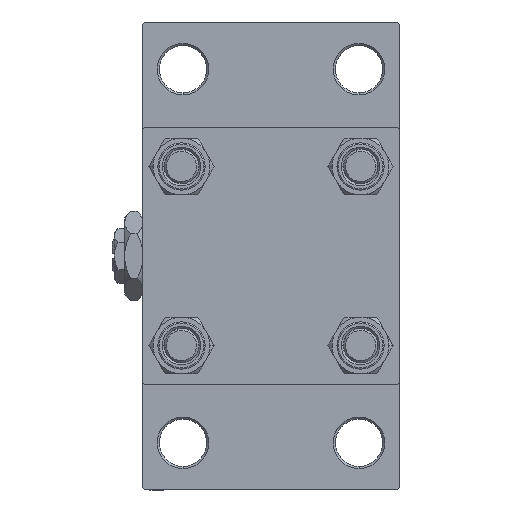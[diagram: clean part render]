
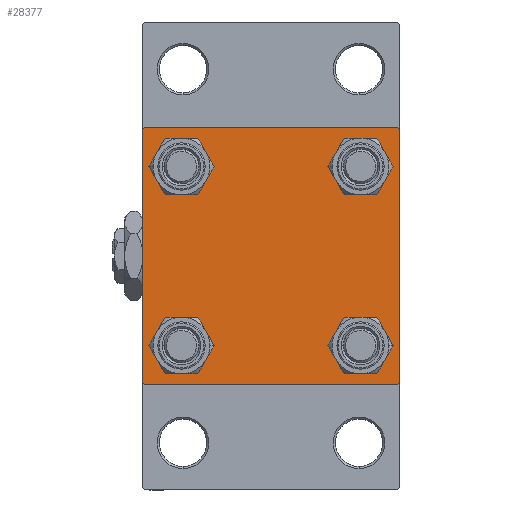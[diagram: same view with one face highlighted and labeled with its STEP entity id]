
A CAD part, left-side view. The second image highlights one B-rep face of the part: STEP entity #28377.
In plain terms, the highlighted planar face has unit normal (-1, 0, 0).
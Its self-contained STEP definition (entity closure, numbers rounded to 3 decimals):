
#60 = EDGE_CURVE ( 'NONE', #4941, #5798, #36097, .T. ) ;
#309 = CARTESIAN_POINT ( 'NONE',  ( 0., 20.85, -20.85 ) ) ;
#1680 = ORIENTED_EDGE ( 'NONE', *, *, #60, .T. ) ;
#2037 = CARTESIAN_POINT ( 'NONE',  ( 0., -29.75, -29.75 ) ) ;
#2579 = VERTEX_POINT ( 'NONE', #7212 ) ;
#2602 = CARTESIAN_POINT ( 'NONE',  ( 0., 20.85, 16.35 ) ) ;
#2715 = AXIS2_PLACEMENT_3D ( 'NONE', #15444, #30708, #3648 ) ;
#2770 = DIRECTION ( 'NONE',  ( 0., -0.707, 0.707 ) ) ;
#2892 = DIRECTION ( 'NONE',  ( 0., 0., 1. ) ) ;
#3212 = CIRCLE ( 'NONE', #9648, 4.5 ) ;
#3648 = DIRECTION ( 'NONE',  ( 0., 0., 1. ) ) ;
#4941 = VERTEX_POINT ( 'NONE', #44649 ) ;
#5419 = CARTESIAN_POINT ( 'NONE',  ( 0., -29.5, -30. ) ) ;
#5420 = CARTESIAN_POINT ( 'NONE',  ( 0., 30., 30. ) ) ;
#5433 = VECTOR ( 'NONE', #37820, 1000. ) ;
#5569 = FACE_OUTER_BOUND ( 'NONE', #15850, .T. ) ;
#5798 = VERTEX_POINT ( 'NONE', #2602 ) ;
#6543 = VERTEX_POINT ( 'NONE', #11014 ) ;
#7212 = CARTESIAN_POINT ( 'NONE',  ( 0., -20.85, 25.35 ) ) ;
#7397 = DIRECTION ( 'NONE',  ( 0., 0., 1. ) ) ;
#7447 = VECTOR ( 'NONE', #30308, 1000. ) ;
#7471 = CARTESIAN_POINT ( 'NONE',  ( 0., 29.5, -30. ) ) ;
#8244 = CARTESIAN_POINT ( 'NONE',  ( 0., 20.85, -20.85 ) ) ;
#9233 = ORIENTED_EDGE ( 'NONE', *, *, #24343, .T. ) ;
#9648 = AXIS2_PLACEMENT_3D ( 'NONE', #44472, #40954, #17958 ) ;
#9765 = ORIENTED_EDGE ( 'NONE', *, *, #24525, .T. ) ;
#10462 = VECTOR ( 'NONE', #25275, 1000. ) ;
#10861 = CARTESIAN_POINT ( 'NONE',  ( 0., -30., -29.5 ) ) ;
#10938 = ORIENTED_EDGE ( 'NONE', *, *, #42869, .T. ) ;
#11014 = CARTESIAN_POINT ( 'NONE',  ( 0., -20.85, -16.35 ) ) ;
#11105 = ORIENTED_EDGE ( 'NONE', *, *, #46186, .T. ) ;
#11464 = VECTOR ( 'NONE', #46150, 1000. ) ;
#11507 = CARTESIAN_POINT ( 'NONE',  ( 0., 20.85, -25.35 ) ) ;
#12114 = CARTESIAN_POINT ( 'NONE',  ( 0., 20.85, -16.35 ) ) ;
#12648 = CARTESIAN_POINT ( 'NONE',  ( 0., 30., -29.5 ) ) ;
#12795 = DIRECTION ( 'NONE',  ( 1., 0., 0. ) ) ;
#12861 = FACE_BOUND ( 'NONE', #45862, .T. ) ;
#12889 = LINE ( 'NONE', #16404, #26451 ) ;
#13108 = CARTESIAN_POINT ( 'NONE',  ( 0., 0., 0. ) ) ;
#13600 = CIRCLE ( 'NONE', #17560, 4.5 ) ;
#13762 = CARTESIAN_POINT ( 'NONE',  ( 0., -29.75, 29.75 ) ) ;
#13989 = DIRECTION ( 'NONE',  ( 1., 0., 0. ) ) ;
#14160 = VERTEX_POINT ( 'NONE', #33669 ) ;
#14993 = CARTESIAN_POINT ( 'NONE',  ( 0., -30., 29.5 ) ) ;
#15068 = CARTESIAN_POINT ( 'NONE',  ( 0., -30., 30. ) ) ;
#15444 = CARTESIAN_POINT ( 'NONE',  ( 0., -20.85, 20.85 ) ) ;
#15765 = ORIENTED_EDGE ( 'NONE', *, *, #48125, .T. ) ;
#15850 = EDGE_LOOP ( 'NONE', ( #10938, #29526, #46961, #9233, #45549, #46319, #48291, #11105 ) ) ;
#15913 = VECTOR ( 'NONE', #2770, 1000. ) ;
#16021 = CIRCLE ( 'NONE', #42362, 4.5 ) ;
#16150 = AXIS2_PLACEMENT_3D ( 'NONE', #48256, #13989, #17012 ) ;
#16404 = CARTESIAN_POINT ( 'NONE',  ( 0., 30., -30. ) ) ;
#16861 = DIRECTION ( 'NONE',  ( 0., 0., 1. ) ) ;
#17012 = DIRECTION ( 'NONE',  ( 0., 0., 1. ) ) ;
#17055 = CIRCLE ( 'NONE', #23456, 4.5 ) ;
#17514 = CIRCLE ( 'NONE', #31922, 4.5 ) ;
#17560 = AXIS2_PLACEMENT_3D ( 'NONE', #8244, #43259, #46768 ) ;
#17729 = CIRCLE ( 'NONE', #24955, 4.5 ) ;
#17958 = DIRECTION ( 'NONE',  ( 0., 0., 1. ) ) ;
#18895 = CARTESIAN_POINT ( 'NONE',  ( 0., 29.75, -29.75 ) ) ;
#19302 = ORIENTED_EDGE ( 'NONE', *, *, #46406, .T. ) ;
#19491 = VERTEX_POINT ( 'NONE', #5419 ) ;
#19628 = DIRECTION ( 'NONE',  ( 1., 0., 0. ) ) ;
#20856 = FACE_BOUND ( 'NONE', #26632, .T. ) ;
#21189 = CARTESIAN_POINT ( 'NONE',  ( 0., -20.85, 16.35 ) ) ;
#21199 = LINE ( 'NONE', #5420, #22553 ) ;
#21353 = EDGE_LOOP ( 'NONE', ( #19302, #9765 ) ) ;
#21528 = VERTEX_POINT ( 'NONE', #21189 ) ;
#21759 = LINE ( 'NONE', #13762, #10462 ) ;
#21970 = CARTESIAN_POINT ( 'NONE',  ( 0., 30., 30. ) ) ;
#22218 = DIRECTION ( 'NONE',  ( 0., -1., 0. ) ) ;
#22553 = VECTOR ( 'NONE', #24466, 1000. ) ;
#23456 = AXIS2_PLACEMENT_3D ( 'NONE', #37933, #34432, #7397 ) ;
#23877 = CARTESIAN_POINT ( 'NONE',  ( 0., 30., 29.5 ) ) ;
#24343 = EDGE_CURVE ( 'NONE', #19491, #28203, #36351, .T. ) ;
#24466 = DIRECTION ( 'NONE',  ( 0., 0., -1. ) ) ;
#24490 = ORIENTED_EDGE ( 'NONE', *, *, #43426, .T. ) ;
#24525 = EDGE_CURVE ( 'NONE', #14160, #6543, #17514, .T. ) ;
#24955 = AXIS2_PLACEMENT_3D ( 'NONE', #309, #19628, #34388 ) ;
#25275 = DIRECTION ( 'NONE',  ( 0., 0.707, 0.707 ) ) ;
#26316 = LINE ( 'NONE', #41549, #7447 ) ;
#26413 = LINE ( 'NONE', #18895, #11464 ) ;
#26451 = VECTOR ( 'NONE', #47394, 1000. ) ;
#26632 = EDGE_LOOP ( 'NONE', ( #24490, #30471 ) ) ;
#27381 = VERTEX_POINT ( 'NONE', #23877 ) ;
#28203 = VERTEX_POINT ( 'NONE', #10861 ) ;
#28377 = ADVANCED_FACE ( 'NONE', ( #47368, #39137, #20856, #12861, #5569 ), #31394, .T. ) ;
#28535 = AXIS2_PLACEMENT_3D ( 'NONE', #13108, #47616, #16861 ) ;
#29526 = ORIENTED_EDGE ( 'NONE', *, *, #45617, .T. ) ;
#30308 = DIRECTION ( 'NONE',  ( 0., 0.707, -0.707 ) ) ;
#30471 = ORIENTED_EDGE ( 'NONE', *, *, #35071, .T. ) ;
#30572 = VERTEX_POINT ( 'NONE', #12114 ) ;
#30699 = CIRCLE ( 'NONE', #2715, 4.5 ) ;
#30708 = DIRECTION ( 'NONE',  ( 1., 0., 0. ) ) ;
#30737 = EDGE_CURVE ( 'NONE', #38878, #28203, #49077, .T. ) ;
#30848 = VERTEX_POINT ( 'NONE', #31578 ) ;
#31068 = VERTEX_POINT ( 'NONE', #7471 ) ;
#31394 = PLANE ( 'NONE',  #28535 ) ;
#31578 = CARTESIAN_POINT ( 'NONE',  ( 0., 29.5, 30. ) ) ;
#31922 = AXIS2_PLACEMENT_3D ( 'NONE', #42813, #12795, #42560 ) ;
#32481 = DIRECTION ( 'NONE',  ( 1., 0., 0. ) ) ;
#33374 = EDGE_LOOP ( 'NONE', ( #44240, #15765 ) ) ;
#33669 = CARTESIAN_POINT ( 'NONE',  ( 0., -20.85, -25.35 ) ) ;
#34388 = DIRECTION ( 'NONE',  ( 0., 0., 1. ) ) ;
#34432 = DIRECTION ( 'NONE',  ( 1., 0., 0. ) ) ;
#35071 = EDGE_CURVE ( 'NONE', #36077, #30572, #13600, .T. ) ;
#36077 = VERTEX_POINT ( 'NONE', #11507 ) ;
#36097 = CIRCLE ( 'NONE', #16150, 4.5 ) ;
#36223 = CARTESIAN_POINT ( 'NONE',  ( 0., -20.85, 20.85 ) ) ;
#36351 = LINE ( 'NONE', #2037, #15913 ) ;
#36747 = VERTEX_POINT ( 'NONE', #12648 ) ;
#36829 = EDGE_CURVE ( 'NONE', #31068, #19491, #12889, .T. ) ;
#37766 = EDGE_CURVE ( 'NONE', #38878, #38026, #21759, .T. ) ;
#37820 = DIRECTION ( 'NONE',  ( 0., 0., -1. ) ) ;
#37933 = CARTESIAN_POINT ( 'NONE',  ( 0., -20.85, -20.85 ) ) ;
#38026 = VERTEX_POINT ( 'NONE', #42737 ) ;
#38878 = VERTEX_POINT ( 'NONE', #14993 ) ;
#39032 = EDGE_CURVE ( 'NONE', #2579, #21528, #16021, .T. ) ;
#39137 = FACE_BOUND ( 'NONE', #21353, .T. ) ;
#39344 = VECTOR ( 'NONE', #22218, 1000. ) ;
#39920 = EDGE_CURVE ( 'NONE', #5798, #4941, #3212, .T. ) ;
#40954 = DIRECTION ( 'NONE',  ( 1., 0., 0. ) ) ;
#40965 = LINE ( 'NONE', #21970, #39344 ) ;
#41549 = CARTESIAN_POINT ( 'NONE',  ( 0., 29.75, 29.75 ) ) ;
#42362 = AXIS2_PLACEMENT_3D ( 'NONE', #36223, #32481, #2892 ) ;
#42560 = DIRECTION ( 'NONE',  ( 0., 0., 1. ) ) ;
#42737 = CARTESIAN_POINT ( 'NONE',  ( 0., -29.5, 30. ) ) ;
#42813 = CARTESIAN_POINT ( 'NONE',  ( 0., -20.85, -20.85 ) ) ;
#42869 = EDGE_CURVE ( 'NONE', #27381, #36747, #21199, .T. ) ;
#43259 = DIRECTION ( 'NONE',  ( 1., 0., 0. ) ) ;
#43426 = EDGE_CURVE ( 'NONE', #30572, #36077, #17729, .T. ) ;
#44171 = EDGE_CURVE ( 'NONE', #30848, #38026, #40965, .T. ) ;
#44240 = ORIENTED_EDGE ( 'NONE', *, *, #39032, .T. ) ;
#44472 = CARTESIAN_POINT ( 'NONE',  ( 0., 20.85, 20.85 ) ) ;
#44649 = CARTESIAN_POINT ( 'NONE',  ( 0., 20.85, 25.35 ) ) ;
#45549 = ORIENTED_EDGE ( 'NONE', *, *, #30737, .F. ) ;
#45617 = EDGE_CURVE ( 'NONE', #36747, #31068, #26413, .T. ) ;
#45862 = EDGE_LOOP ( 'NONE', ( #1680, #46524 ) ) ;
#46150 = DIRECTION ( 'NONE',  ( 0., -0.707, -0.707 ) ) ;
#46186 = EDGE_CURVE ( 'NONE', #30848, #27381, #26316, .T. ) ;
#46319 = ORIENTED_EDGE ( 'NONE', *, *, #37766, .T. ) ;
#46406 = EDGE_CURVE ( 'NONE', #6543, #14160, #17055, .T. ) ;
#46524 = ORIENTED_EDGE ( 'NONE', *, *, #39920, .T. ) ;
#46768 = DIRECTION ( 'NONE',  ( 0., 0., 1. ) ) ;
#46961 = ORIENTED_EDGE ( 'NONE', *, *, #36829, .T. ) ;
#47368 = FACE_BOUND ( 'NONE', #33374, .T. ) ;
#47394 = DIRECTION ( 'NONE',  ( 0., -1., 0. ) ) ;
#47616 = DIRECTION ( 'NONE',  ( -1., 0., 0. ) ) ;
#48125 = EDGE_CURVE ( 'NONE', #21528, #2579, #30699, .T. ) ;
#48256 = CARTESIAN_POINT ( 'NONE',  ( 0., 20.85, 20.85 ) ) ;
#48291 = ORIENTED_EDGE ( 'NONE', *, *, #44171, .F. ) ;
#49077 = LINE ( 'NONE', #15068, #5433 ) ;
